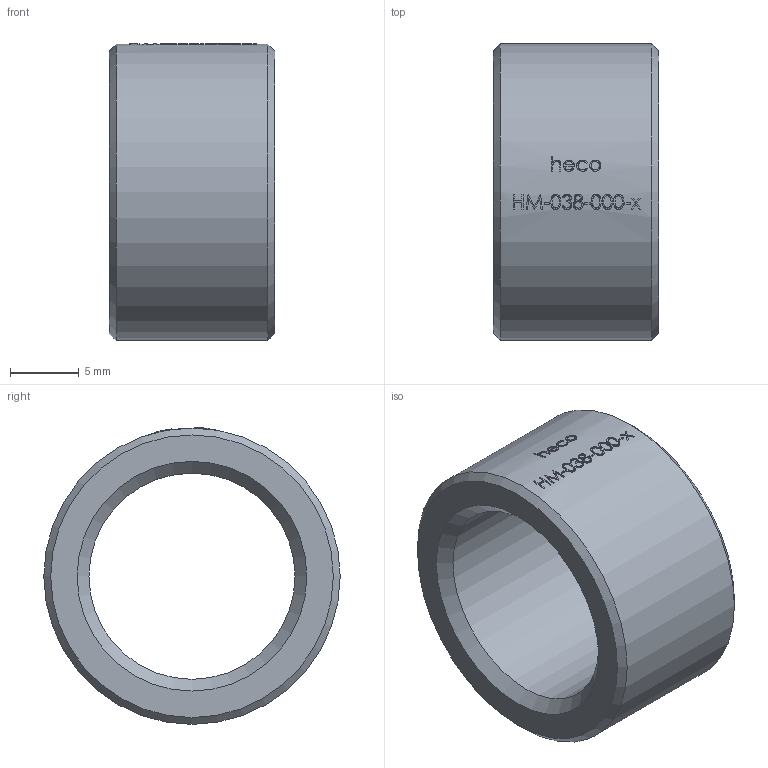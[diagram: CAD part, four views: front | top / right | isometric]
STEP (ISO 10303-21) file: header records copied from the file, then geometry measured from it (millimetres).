
FILE_DESCRIPTION (( 'STEP AP214' ), '1' );
FILE_NAME ('HM-038-000-x halbe Muffe 2305.STEP', '2023-05-05T09:08:55', ( '' ), ( '' ), 'SwSTEP 2.0', 'SolidWorks 2019', '' );
FILE_SCHEMA (( 'AUTOMOTIVE_DESIGN' ));
Length unit declared in the file: millimetre
Products named in the file (1): HM-038-000-x halbe Muffe 2305
Bounding box: 12 x 21.5 x 21.53 mm (x, y, z)
Volume: 2197.9 mm3; surface area: 1666.3 mm2
Topology: 1 solids, 1 shells, 199 faces, 515 edges, 342 vertices
Faces by surface type: bspline 102, plane 67, cylinder 26, cone 4
Full cylindrical faces by diameter (mm): 14.95 x1, 21.5 x1
Entity records: 12046 total; most frequent: CARTESIAN_POINT 5885, ORIENTED_EDGE 1018, EDGE_CURVE 509, DIRECTION 507, VERTEX_POINT 342, B_SPLINE_CURVE_WITH_KNOTS 242, EDGE_LOOP 231, LINE 223
